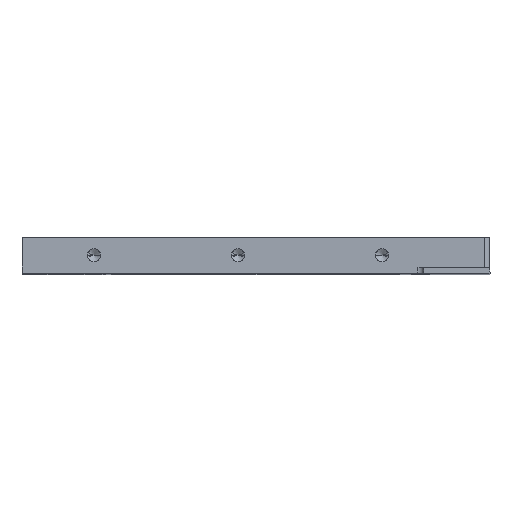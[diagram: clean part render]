
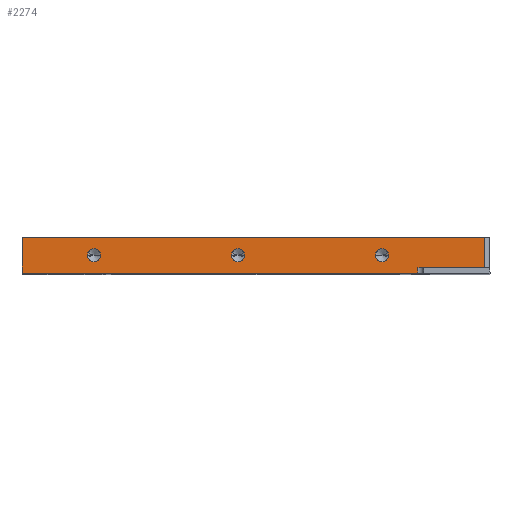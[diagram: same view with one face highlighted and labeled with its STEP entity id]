
A CAD part, top view. The second image highlights one B-rep face of the part: STEP entity #2274.
In plain terms, the highlighted planar face has unit normal (0, 0, 1).
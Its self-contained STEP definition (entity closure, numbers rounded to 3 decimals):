
#64 = AXIS2_PLACEMENT_3D ( 'NONE', #741, #2513, #3915 ) ;
#102 = CARTESIAN_POINT ( 'NONE',  ( 81.55, 6.35, 82.55 ) ) ;
#107 = ORIENTED_EDGE ( 'NONE', *, *, #3369, .T. ) ;
#224 = EDGE_LOOP ( 'NONE', ( #2852, #5525 ) ) ;
#244 = CARTESIAN_POINT ( 'NONE',  ( 38.1, 3.175, 82.55 ) ) ;
#268 = ORIENTED_EDGE ( 'NONE', *, *, #3123, .T. ) ;
#346 = CARTESIAN_POINT ( 'NONE',  ( 0., 6.35, 82.55 ) ) ;
#349 = EDGE_LOOP ( 'NONE', ( #5936, #268, #3745, #4971, #107, #3033 ) ) ;
#363 = DIRECTION ( 'NONE',  ( 0., -1., 0. ) ) ;
#389 = LINE ( 'NONE', #3678, #3159 ) ;
#498 = AXIS2_PLACEMENT_3D ( 'NONE', #4925, #782, #2619 ) ;
#514 = DIRECTION ( 'NONE',  ( 1., 0., 0. ) ) ;
#567 = FACE_OUTER_BOUND ( 'NONE', #349, .T. ) ;
#594 = PLANE ( 'NONE',  #2167 ) ;
#634 = CARTESIAN_POINT ( 'NONE',  ( 0., 6.35, 82.55 ) ) ;
#638 = DIRECTION ( 'NONE',  ( 1., 0., 0. ) ) ;
#673 = LINE ( 'NONE', #5272, #2564 ) ;
#735 = AXIS2_PLACEMENT_3D ( 'NONE', #3924, #3040, #4402 ) ;
#737 = EDGE_LOOP ( 'NONE', ( #2464, #5478 ) ) ;
#741 = CARTESIAN_POINT ( 'NONE',  ( 63.5, 3.175, 82.55 ) ) ;
#742 = DIRECTION ( 'NONE',  ( 0., -1., 0. ) ) ;
#761 = DIRECTION ( 'NONE',  ( 1., 0., 0. ) ) ;
#782 = DIRECTION ( 'NONE',  ( 0., 0., 1. ) ) ;
#803 = VECTOR ( 'NONE', #761, 1000. ) ;
#988 = DIRECTION ( 'NONE',  ( 1., 0., 0. ) ) ;
#1050 = FACE_BOUND ( 'NONE', #1799, .T. ) ;
#1132 = CARTESIAN_POINT ( 'NONE',  ( 11.57, 3.175, 82.55 ) ) ;
#1188 = LINE ( 'NONE', #346, #4374 ) ;
#1218 = VERTEX_POINT ( 'NONE', #2690 ) ;
#1386 = CIRCLE ( 'NONE', #5548, 1.13 ) ;
#1425 = CARTESIAN_POINT ( 'NONE',  ( 12.7, 3.175, 82.55 ) ) ;
#1507 = VECTOR ( 'NONE', #638, 1000. ) ;
#1536 = FACE_BOUND ( 'NONE', #224, .T. ) ;
#1542 = CARTESIAN_POINT ( 'NONE',  ( 62.37, 3.175, 82.55 ) ) ;
#1686 = EDGE_CURVE ( 'NONE', #5657, #4701, #5138, .T. ) ;
#1754 = EDGE_CURVE ( 'NONE', #5622, #4413, #5331, .T. ) ;
#1799 = EDGE_LOOP ( 'NONE', ( #5703, #4213 ) ) ;
#1867 = CIRCLE ( 'NONE', #2729, 1.13 ) ;
#2052 = DIRECTION ( 'NONE',  ( 0., 0., 1. ) ) ;
#2123 = EDGE_CURVE ( 'NONE', #2608, #1218, #4496, .T. ) ;
#2167 = AXIS2_PLACEMENT_3D ( 'NONE', #634, #3808, #4230 ) ;
#2274 = ADVANCED_FACE ( 'NONE', ( #1050, #2381, #1536, #567 ), #594, .F. ) ;
#2362 = CIRCLE ( 'NONE', #735, 1.13 ) ;
#2381 = FACE_BOUND ( 'NONE', #737, .T. ) ;
#2448 = LINE ( 'NONE', #2928, #1507 ) ;
#2464 = ORIENTED_EDGE ( 'NONE', *, *, #3507, .F. ) ;
#2513 = DIRECTION ( 'NONE',  ( 0., 0., 1. ) ) ;
#2524 = DIRECTION ( 'NONE',  ( 1., 0., 0. ) ) ;
#2564 = VECTOR ( 'NONE', #5323, 1000. ) ;
#2608 = VERTEX_POINT ( 'NONE', #5158 ) ;
#2619 = DIRECTION ( 'NONE',  ( 1., 0., 0. ) ) ;
#2690 = CARTESIAN_POINT ( 'NONE',  ( 81.55, 1., 82.55 ) ) ;
#2729 = AXIS2_PLACEMENT_3D ( 'NONE', #244, #2052, #3420 ) ;
#2852 = ORIENTED_EDGE ( 'NONE', *, *, #1686, .F. ) ;
#2928 = CARTESIAN_POINT ( 'NONE',  ( 0., 0., 82.55 ) ) ;
#2962 = LINE ( 'NONE', #4901, #803 ) ;
#3002 = CARTESIAN_POINT ( 'NONE',  ( 36.97, 3.175, 82.55 ) ) ;
#3033 = ORIENTED_EDGE ( 'NONE', *, *, #3679, .F. ) ;
#3040 = DIRECTION ( 'NONE',  ( 0., 0., 1. ) ) ;
#3063 = CARTESIAN_POINT ( 'NONE',  ( 39.23, 3.175, 82.55 ) ) ;
#3076 = CARTESIAN_POINT ( 'NONE',  ( 0., 0., 82.55 ) ) ;
#3123 = EDGE_CURVE ( 'NONE', #1218, #4328, #673, .T. ) ;
#3131 = VERTEX_POINT ( 'NONE', #1132 ) ;
#3153 = EDGE_CURVE ( 'NONE', #4701, #5657, #5476, .T. ) ;
#3159 = VECTOR ( 'NONE', #363, 1000. ) ;
#3259 = DIRECTION ( 'NONE',  ( 0., 0., 1. ) ) ;
#3369 = EDGE_CURVE ( 'NONE', #5253, #5816, #2448, .T. ) ;
#3420 = DIRECTION ( 'NONE',  ( 1., 0., 0. ) ) ;
#3484 = EDGE_CURVE ( 'NONE', #5321, #3131, #1386, .T. ) ;
#3507 = EDGE_CURVE ( 'NONE', #4413, #5622, #1867, .T. ) ;
#3532 = CARTESIAN_POINT ( 'NONE',  ( 64.63, 3.175, 82.55 ) ) ;
#3663 = CARTESIAN_POINT ( 'NONE',  ( 69.85, 0., 82.55 ) ) ;
#3678 = CARTESIAN_POINT ( 'NONE',  ( 69.85, 1., 82.55 ) ) ;
#3679 = EDGE_CURVE ( 'NONE', #2608, #5816, #389, .T. ) ;
#3745 = ORIENTED_EDGE ( 'NONE', *, *, #4890, .F. ) ;
#3808 = DIRECTION ( 'NONE',  ( 0., 0., -1. ) ) ;
#3915 = DIRECTION ( 'NONE',  ( 1., 0., 0. ) ) ;
#3924 = CARTESIAN_POINT ( 'NONE',  ( 12.7, 3.175, 82.55 ) ) ;
#4213 = ORIENTED_EDGE ( 'NONE', *, *, #5639, .F. ) ;
#4230 = DIRECTION ( 'NONE',  ( -1., 0., 0. ) ) ;
#4272 = VERTEX_POINT ( 'NONE', #4791 ) ;
#4328 = VERTEX_POINT ( 'NONE', #102 ) ;
#4337 = EDGE_CURVE ( 'NONE', #4272, #5253, #1188, .T. ) ;
#4374 = VECTOR ( 'NONE', #742, 1000. ) ;
#4402 = DIRECTION ( 'NONE',  ( 1., 0., 0. ) ) ;
#4413 = VERTEX_POINT ( 'NONE', #3063 ) ;
#4496 = LINE ( 'NONE', #5893, #5853 ) ;
#4615 = CARTESIAN_POINT ( 'NONE',  ( 38.1, 3.175, 82.55 ) ) ;
#4652 = DIRECTION ( 'NONE',  ( 0., 0., 1. ) ) ;
#4701 = VERTEX_POINT ( 'NONE', #1542 ) ;
#4791 = CARTESIAN_POINT ( 'NONE',  ( 0., 6.35, 82.55 ) ) ;
#4890 = EDGE_CURVE ( 'NONE', #4272, #4328, #2962, .T. ) ;
#4901 = CARTESIAN_POINT ( 'NONE',  ( 0., 6.35, 82.55 ) ) ;
#4925 = CARTESIAN_POINT ( 'NONE',  ( 63.5, 3.175, 82.55 ) ) ;
#4971 = ORIENTED_EDGE ( 'NONE', *, *, #4337, .T. ) ;
#5138 = CIRCLE ( 'NONE', #498, 1.13 ) ;
#5158 = CARTESIAN_POINT ( 'NONE',  ( 69.85, 1., 82.55 ) ) ;
#5232 = AXIS2_PLACEMENT_3D ( 'NONE', #4615, #3259, #988 ) ;
#5253 = VERTEX_POINT ( 'NONE', #3076 ) ;
#5257 = CARTESIAN_POINT ( 'NONE',  ( 13.83, 3.175, 82.55 ) ) ;
#5272 = CARTESIAN_POINT ( 'NONE',  ( 81.55, 6.35, 82.55 ) ) ;
#5321 = VERTEX_POINT ( 'NONE', #5257 ) ;
#5323 = DIRECTION ( 'NONE',  ( 0., 1., 0. ) ) ;
#5331 = CIRCLE ( 'NONE', #5232, 1.13 ) ;
#5476 = CIRCLE ( 'NONE', #64, 1.13 ) ;
#5478 = ORIENTED_EDGE ( 'NONE', *, *, #1754, .F. ) ;
#5525 = ORIENTED_EDGE ( 'NONE', *, *, #3153, .F. ) ;
#5548 = AXIS2_PLACEMENT_3D ( 'NONE', #1425, #4652, #514 ) ;
#5622 = VERTEX_POINT ( 'NONE', #3002 ) ;
#5639 = EDGE_CURVE ( 'NONE', #3131, #5321, #2362, .T. ) ;
#5657 = VERTEX_POINT ( 'NONE', #3532 ) ;
#5703 = ORIENTED_EDGE ( 'NONE', *, *, #3484, .F. ) ;
#5816 = VERTEX_POINT ( 'NONE', #3663 ) ;
#5853 = VECTOR ( 'NONE', #2524, 1000. ) ;
#5893 = CARTESIAN_POINT ( 'NONE',  ( 0., 1., 82.55 ) ) ;
#5936 = ORIENTED_EDGE ( 'NONE', *, *, #2123, .T. ) ;
